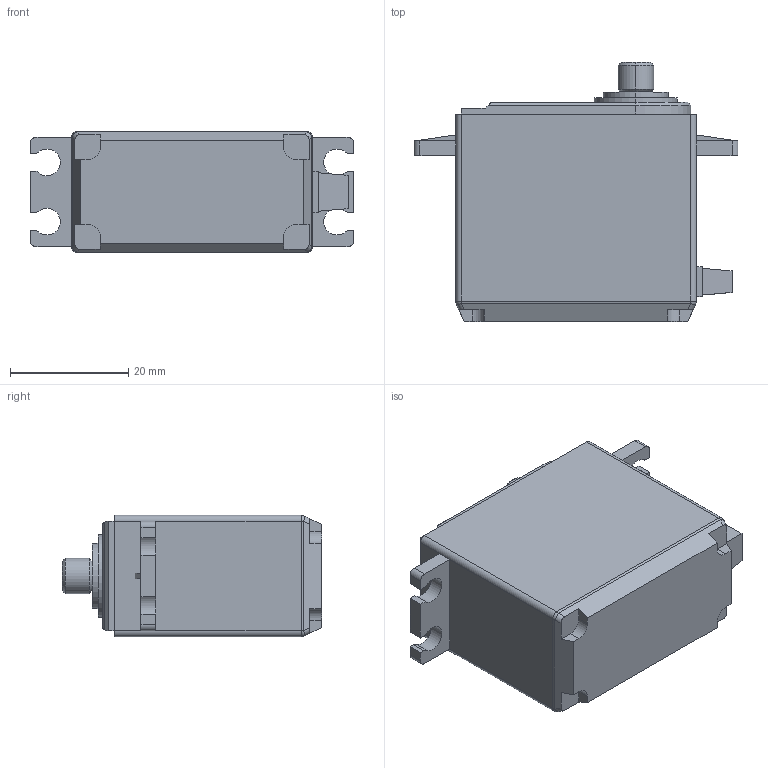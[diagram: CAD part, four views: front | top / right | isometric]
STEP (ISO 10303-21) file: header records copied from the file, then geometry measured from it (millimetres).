
FILE_DESCRIPTION (( 'STEP AP203' ), '1' );
FILE_NAME ('Cuerpo_Predeterminado_sldprt.STEP', '2020-11-03T14:01:40', ( '' ), ( '' ), 'SwSTEP 2.0', 'SolidWorks 2020', '' );
FILE_SCHEMA (( 'CONFIG_CONTROL_DESIGN' ));
Length unit declared in the file: millimetre
Products named in the file (1): Cuerpo_Predeterminado_sldprt
Bounding box: 54.7 x 43.75 x 20.5 mm (x, y, z)
Volume: 30922.5 mm3; surface area: 6912.1 mm2
Topology: 2 solids, 2 shells, 131 faces, 329 edges, 208 vertices
Faces by surface type: plane 81, cylinder 41, cone 5, sphere 4
Entity records: 3947 total; most frequent: CARTESIAN_POINT 687, DIRECTION 668, ORIENTED_EDGE 658, EDGE_CURVE 329, VECTOR 242, LINE 242, AXIS2_PLACEMENT_3D 213, VERTEX_POINT 208
